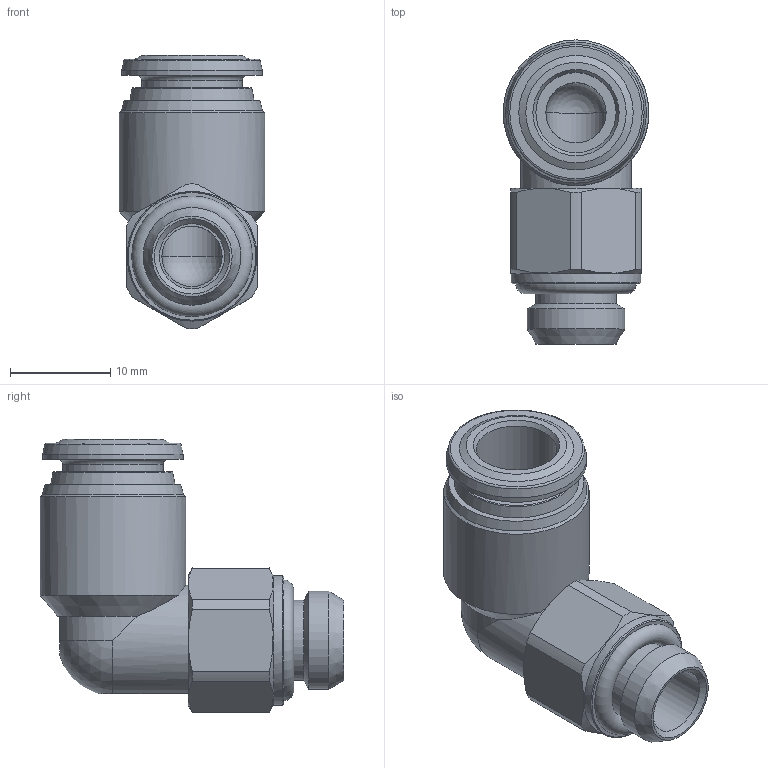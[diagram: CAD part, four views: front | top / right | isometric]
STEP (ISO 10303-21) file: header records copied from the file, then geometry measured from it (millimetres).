
FILE_DESCRIPTION(/* description */ ('STEP AP214'),/* implementation_level */ '2;1');
FILE_NAME(/* name */ '8085682_NPQR-L-G18-Q8',/* time_stamp */ '2024-09-13T08:41:51+02:00',/* author */ ('License CC BY-ND 4.0'),/* organization */ ('CADENAS'),/* preprocessor_version */ 'ST-DEVELOPER v19.3',/* originating_system */ 'PARTsolutions',/* authorisation */ ' ');
FILE_SCHEMA (('AUTOMOTIVE_DESIGN {1 0 10303 214 3 1 1}'));
Length unit declared in the file: millimetre
Products named in the file (1): 8085682 NPQR-L-G18-Q8---(high)
Bounding box: 14.5 x 30.25 x 27.2 mm (x, y, z)
Volume: 3701.2 mm3; surface area: 2980.8 mm2
Topology: 1 solids, 1 shells, 62 faces, 134 edges, 81 vertices
Faces by surface type: cylinder 19, plane 19, cone 18, torus 4, sphere 2
Full cylindrical faces by diameter (mm): 6 x2, 6.5 x1, 8 x2, 9.728 x1, 10 x1, 12.9 x1, 14 x1, 14.5 x1
Entity records: 2021 total; most frequent: CARTESIAN_POINT 320, DIRECTION 276, ORIENTED_EDGE 210, AXIS2_PLACEMENT_3D 129, EDGE_CURVE 105, EDGE_LOOP 97, FACE_BOUND 97, VERTEX_POINT 78
